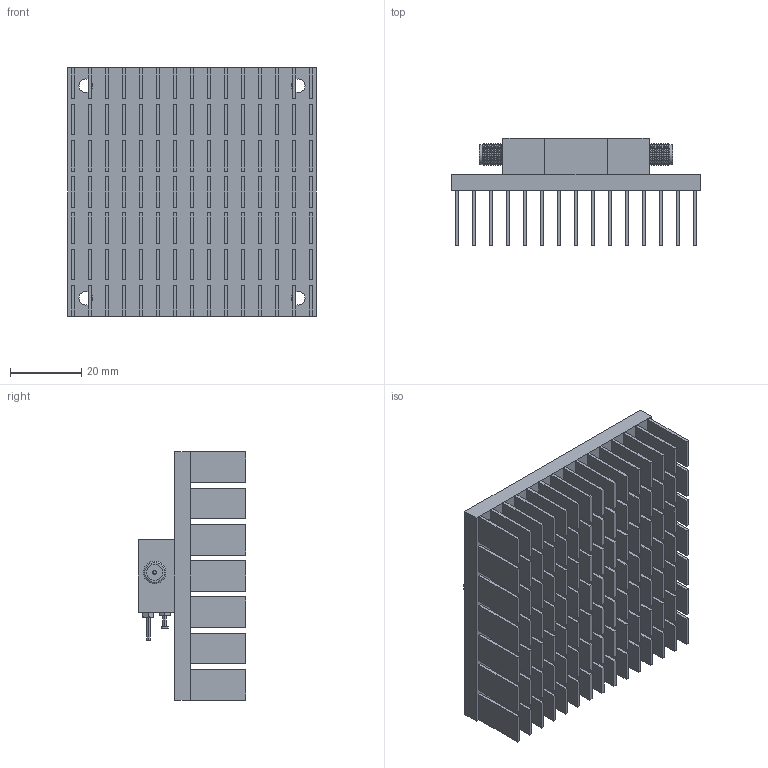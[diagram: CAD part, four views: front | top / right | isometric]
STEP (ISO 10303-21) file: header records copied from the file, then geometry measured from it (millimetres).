
FILE_DESCRIPTION (( 'STEP AP203' ), '1' );
FILE_NAME ('FMAM5106F_2D.STEP', '2021-05-27T12:32:09', ( '' ), ( '' ), 'SwSTEP 2.0', 'SolidWorks 2020', '' );
FILE_SCHEMA (( 'CONFIG_CONTROL_DESIGN' ));
Length unit declared in the file: inch
Products named in the file (4): PE15A5101F-MA1_PP15A1012; PE15A5101-MA1_PP15A1012; SMA_Female_end; FMAM5106F_2D
Assembly tree (4 placements, depth 2):
  FMAM5106F_2D
    PE15A5101-MA1_PP15A1012
    SMA_Female_end  x2
    PE15A5101F-MA1_PP15A1012
Bounding box: 70 x 30.19 x 70 mm (x, y, z)
Volume: 42604.9 mm3; surface area: 47560.4 mm2
Topology: 110 solids, 110 shells, 1215 faces, 2721 edges, 1778 vertices
Faces by surface type: plane 985, cone 110, bspline 72, cylinder 48
Entity records: 35571 total; most frequent: CARTESIAN_POINT 9843, ORIENTED_EDGE 5190, DIRECTION 4739, EDGE_CURVE 2595, VECTOR 2287, LINE 2287, VERTEX_POINT 1710, AXIS2_PLACEMENT_3D 1226
